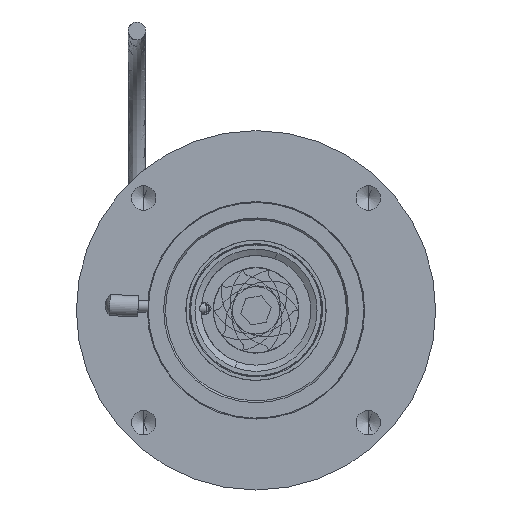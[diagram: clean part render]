
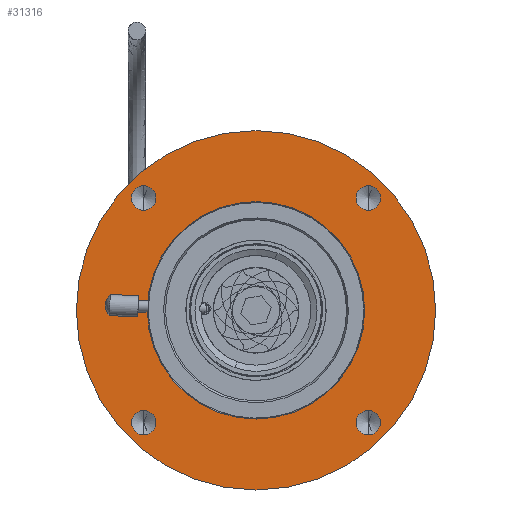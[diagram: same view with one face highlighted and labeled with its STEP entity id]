
A CAD part, left-side view. The second image highlights one B-rep face of the part: STEP entity #31316.
In plain terms, the highlighted planar face has unit normal (-1, 0, 0).
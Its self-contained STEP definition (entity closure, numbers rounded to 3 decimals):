
#360 = VERTEX_POINT ( 'NONE', #15310 ) ;
#2872 = DIRECTION ( 'NONE',  ( 0., 0., 1. ) ) ;
#4924 = CARTESIAN_POINT ( 'NONE',  ( 0., 15.875, -17.602 ) ) ;
#5833 = ORIENTED_EDGE ( 'NONE', *, *, #67222, .F. ) ;
#6430 = CARTESIAN_POINT ( 'NONE',  ( 0., 0., 0. ) ) ;
#7274 = CARTESIAN_POINT ( 'NONE',  ( 0., -15.875, -15.875 ) ) ;
#8364 = CIRCLE ( 'NONE', #17825, 1.727 ) ;
#9059 = EDGE_CURVE ( 'NONE', #16384, #74393, #67230, .T. ) ;
#9944 = CARTESIAN_POINT ( 'NONE',  ( 0., -15.875, -15.875 ) ) ;
#10424 = CARTESIAN_POINT ( 'NONE',  ( 0., 15.367, 0. ) ) ;
#11687 = CARTESIAN_POINT ( 'NONE',  ( 0., 0., -25.4 ) ) ;
#14443 = CARTESIAN_POINT ( 'NONE',  ( 0., 0., -15.367 ) ) ;
#15034 = CIRCLE ( 'NONE', #34606, 1.727 ) ;
#15310 = CARTESIAN_POINT ( 'NONE',  ( 0., -15.875, -14.148 ) ) ;
#15609 = EDGE_CURVE ( 'NONE', #74393, #16384, #76665, .T. ) ;
#15854 = AXIS2_PLACEMENT_3D ( 'NONE', #92647, #91585, #83451 ) ;
#16102 = DIRECTION ( 'NONE',  ( 0., 0., 1. ) ) ;
#16384 = VERTEX_POINT ( 'NONE', #59354 ) ;
#17039 = CIRCLE ( 'NONE', #99530, 1.727 ) ;
#17803 = DIRECTION ( 'NONE',  ( -1., 0., 0. ) ) ;
#17825 = AXIS2_PLACEMENT_3D ( 'NONE', #70910, #21494, #61288 ) ;
#19000 = AXIS2_PLACEMENT_3D ( 'NONE', #7274, #89882, #98130 ) ;
#19930 = FACE_BOUND ( 'NONE', #25805, .T. ) ;
#19967 = AXIS2_PLACEMENT_3D ( 'NONE', #29982, #46402, #30357 ) ;
#21494 = DIRECTION ( 'NONE',  ( -1., 0., 0. ) ) ;
#21671 = CIRCLE ( 'NONE', #26983, 15.367 ) ;
#22201 = AXIS2_PLACEMENT_3D ( 'NONE', #10424, #59884, #35904 ) ;
#23478 = EDGE_CURVE ( 'NONE', #24883, #102564, #17039, .T. ) ;
#24883 = VERTEX_POINT ( 'NONE', #81934 ) ;
#25805 = EDGE_LOOP ( 'NONE', ( #100332, #45526 ) ) ;
#26983 = AXIS2_PLACEMENT_3D ( 'NONE', #48818, #47741, #31685 ) ;
#27204 = DIRECTION ( 'NONE',  ( 0., 0., 1. ) ) ;
#27743 = DIRECTION ( 'NONE',  ( 0., 0., 1. ) ) ;
#28225 = EDGE_CURVE ( 'NONE', #102686, #74417, #75535, .T. ) ;
#29464 = EDGE_LOOP ( 'NONE', ( #77418, #85844 ) ) ;
#29499 = EDGE_CURVE ( 'NONE', #74417, #102686, #21671, .T. ) ;
#29668 = EDGE_LOOP ( 'NONE', ( #85892, #84823 ) ) ;
#29982 = CARTESIAN_POINT ( 'NONE',  ( 0., 0., 0. ) ) ;
#30357 = DIRECTION ( 'NONE',  ( 0., 0., 1. ) ) ;
#30991 = AXIS2_PLACEMENT_3D ( 'NONE', #48008, #98031, #16102 ) ;
#31316 = ADVANCED_FACE ( 'NONE', ( #43010, #105680, #39236, #68648, #19930, #99297 ), #43753, .F. ) ;
#31685 = DIRECTION ( 'NONE',  ( 0., 0., 1. ) ) ;
#32153 = CIRCLE ( 'NONE', #59495, 1.727 ) ;
#33867 = AXIS2_PLACEMENT_3D ( 'NONE', #6430, #55496, #87291 ) ;
#34606 = AXIS2_PLACEMENT_3D ( 'NONE', #68386, #92277, #2872 ) ;
#35904 = DIRECTION ( 'NONE',  ( 0., 0., -1. ) ) ;
#36779 = CARTESIAN_POINT ( 'NONE',  ( 0., 15.875, 14.148 ) ) ;
#37052 = DIRECTION ( 'NONE',  ( 0., 0., 1. ) ) ;
#39236 = FACE_BOUND ( 'NONE', #56547, .T. ) ;
#39706 = EDGE_CURVE ( 'NONE', #360, #93338, #91529, .T. ) ;
#39764 = VERTEX_POINT ( 'NONE', #86120 ) ;
#40571 = CARTESIAN_POINT ( 'NONE',  ( 0., 15.875, 15.875 ) ) ;
#43010 = FACE_BOUND ( 'NONE', #29668, .T. ) ;
#43239 = EDGE_CURVE ( 'NONE', #39764, #53500, #52867, .T. ) ;
#43753 = PLANE ( 'NONE',  #22201 ) ;
#44227 = EDGE_CURVE ( 'NONE', #53500, #39764, #84598, .T. ) ;
#44261 = CARTESIAN_POINT ( 'NONE',  ( 0., 15.875, -14.148 ) ) ;
#45263 = DIRECTION ( 'NONE',  ( -1., 0., 0. ) ) ;
#45526 = ORIENTED_EDGE ( 'NONE', *, *, #28225, .F. ) ;
#46402 = DIRECTION ( 'NONE',  ( -1., 0., 0. ) ) ;
#47741 = DIRECTION ( 'NONE',  ( -1., 0., 0. ) ) ;
#48008 = CARTESIAN_POINT ( 'NONE',  ( 0., -15.875, 15.875 ) ) ;
#48818 = CARTESIAN_POINT ( 'NONE',  ( 0., 0., 0. ) ) ;
#52591 = ORIENTED_EDGE ( 'NONE', *, *, #72697, .F. ) ;
#52867 = CIRCLE ( 'NONE', #19967, 25.4 ) ;
#53500 = VERTEX_POINT ( 'NONE', #11687 ) ;
#53797 = EDGE_LOOP ( 'NONE', ( #87672, #5833 ) ) ;
#55282 = EDGE_LOOP ( 'NONE', ( #95463, #88909 ) ) ;
#55496 = DIRECTION ( 'NONE',  ( -1., 0., 0. ) ) ;
#55920 = VERTEX_POINT ( 'NONE', #44261 ) ;
#56547 = EDGE_LOOP ( 'NONE', ( #52591, #80616 ) ) ;
#57008 = CARTESIAN_POINT ( 'NONE',  ( 0., 0., 15.367 ) ) ;
#57014 = DIRECTION ( 'NONE',  ( 0., 0., 1. ) ) ;
#59354 = CARTESIAN_POINT ( 'NONE',  ( 0., -15.875, 17.602 ) ) ;
#59495 = AXIS2_PLACEMENT_3D ( 'NONE', #78458, #45263, #37052 ) ;
#59884 = DIRECTION ( 'NONE',  ( 1., 0., 0. ) ) ;
#60323 = DIRECTION ( 'NONE',  ( -1., 0., 0. ) ) ;
#61288 = DIRECTION ( 'NONE',  ( 0., 0., 1. ) ) ;
#64544 = CARTESIAN_POINT ( 'NONE',  ( 0., -15.875, -17.602 ) ) ;
#67222 = EDGE_CURVE ( 'NONE', #93338, #360, #93666, .T. ) ;
#67230 = CIRCLE ( 'NONE', #30991, 1.727 ) ;
#68386 = CARTESIAN_POINT ( 'NONE',  ( 0., 15.875, -15.875 ) ) ;
#68648 = FACE_BOUND ( 'NONE', #29464, .T. ) ;
#69731 = AXIS2_PLACEMENT_3D ( 'NONE', #9944, #17803, #27204 ) ;
#70910 = CARTESIAN_POINT ( 'NONE',  ( 0., 15.875, -15.875 ) ) ;
#72697 = EDGE_CURVE ( 'NONE', #55920, #90211, #15034, .T. ) ;
#73768 = CARTESIAN_POINT ( 'NONE',  ( 0., -15.875, 14.148 ) ) ;
#74393 = VERTEX_POINT ( 'NONE', #73768 ) ;
#74417 = VERTEX_POINT ( 'NONE', #57008 ) ;
#75535 = CIRCLE ( 'NONE', #79546, 15.367 ) ;
#75652 = CARTESIAN_POINT ( 'NONE',  ( 0., 0., 0. ) ) ;
#76665 = CIRCLE ( 'NONE', #15854, 1.727 ) ;
#77418 = ORIENTED_EDGE ( 'NONE', *, *, #23478, .F. ) ;
#78458 = CARTESIAN_POINT ( 'NONE',  ( 0., 15.875, 15.875 ) ) ;
#79546 = AXIS2_PLACEMENT_3D ( 'NONE', #75652, #60323, #27743 ) ;
#80616 = ORIENTED_EDGE ( 'NONE', *, *, #89759, .F. ) ;
#81934 = CARTESIAN_POINT ( 'NONE',  ( 0., 15.875, 17.602 ) ) ;
#83451 = DIRECTION ( 'NONE',  ( 0., 0., 1. ) ) ;
#84598 = CIRCLE ( 'NONE', #33867, 25.4 ) ;
#84823 = ORIENTED_EDGE ( 'NONE', *, *, #15609, .F. ) ;
#85844 = ORIENTED_EDGE ( 'NONE', *, *, #88070, .F. ) ;
#85892 = ORIENTED_EDGE ( 'NONE', *, *, #9059, .F. ) ;
#86120 = CARTESIAN_POINT ( 'NONE',  ( 0., 0., 25.4 ) ) ;
#87291 = DIRECTION ( 'NONE',  ( 0., 0., 1. ) ) ;
#87672 = ORIENTED_EDGE ( 'NONE', *, *, #39706, .F. ) ;
#88070 = EDGE_CURVE ( 'NONE', #102564, #24883, #32153, .T. ) ;
#88909 = ORIENTED_EDGE ( 'NONE', *, *, #44227, .T. ) ;
#89759 = EDGE_CURVE ( 'NONE', #90211, #55920, #8364, .T. ) ;
#89882 = DIRECTION ( 'NONE',  ( -1., 0., 0. ) ) ;
#90211 = VERTEX_POINT ( 'NONE', #4924 ) ;
#91529 = CIRCLE ( 'NONE', #69731, 1.727 ) ;
#91585 = DIRECTION ( 'NONE',  ( -1., 0., 0. ) ) ;
#92277 = DIRECTION ( 'NONE',  ( -1., 0., 0. ) ) ;
#92647 = CARTESIAN_POINT ( 'NONE',  ( 0., -15.875, 15.875 ) ) ;
#93338 = VERTEX_POINT ( 'NONE', #64544 ) ;
#93666 = CIRCLE ( 'NONE', #19000, 1.727 ) ;
#95463 = ORIENTED_EDGE ( 'NONE', *, *, #43239, .T. ) ;
#97715 = DIRECTION ( 'NONE',  ( -1., 0., 0. ) ) ;
#98031 = DIRECTION ( 'NONE',  ( -1., 0., 0. ) ) ;
#98130 = DIRECTION ( 'NONE',  ( 0., 0., 1. ) ) ;
#99297 = FACE_OUTER_BOUND ( 'NONE', #55282, .T. ) ;
#99530 = AXIS2_PLACEMENT_3D ( 'NONE', #40571, #97715, #57014 ) ;
#100332 = ORIENTED_EDGE ( 'NONE', *, *, #29499, .F. ) ;
#102564 = VERTEX_POINT ( 'NONE', #36779 ) ;
#102686 = VERTEX_POINT ( 'NONE', #14443 ) ;
#105680 = FACE_BOUND ( 'NONE', #53797, .T. ) ;
